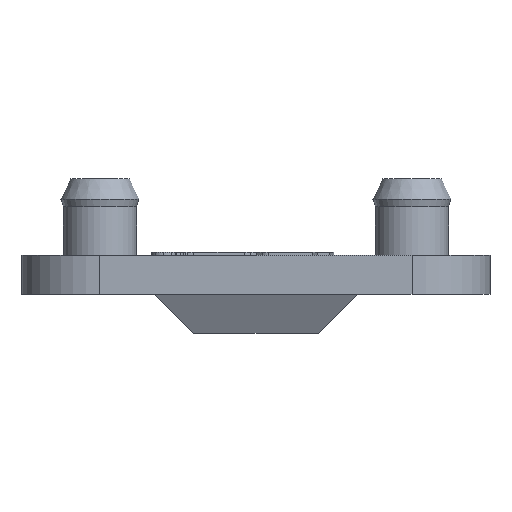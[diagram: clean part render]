
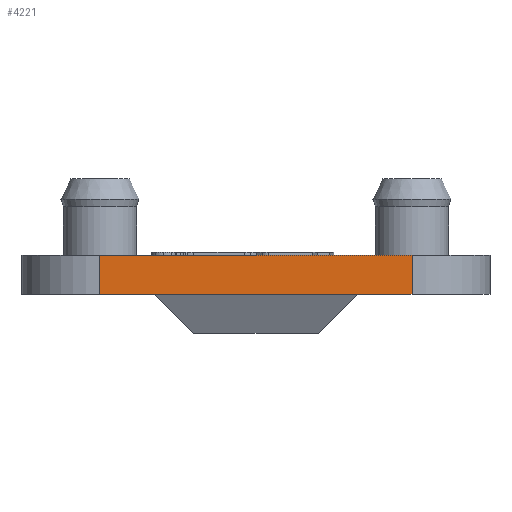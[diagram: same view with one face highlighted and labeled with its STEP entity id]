
A CAD part, left-side view. The second image highlights one B-rep face of the part: STEP entity #4221.
In plain terms, the highlighted planar face has unit normal (-1, 0, 0).
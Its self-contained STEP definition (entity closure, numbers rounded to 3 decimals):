
#129=LINE('',#5814,#389);
#195=LINE('',#6045,#455);
#204=LINE('',#6070,#464);
#205=LINE('',#6072,#465);
#389=VECTOR('',#4810,1000.);
#455=VECTOR('',#5022,1000.);
#464=VECTOR('',#5051,1000.);
#465=VECTOR('',#5054,1000.);
#928=ORIENTED_EDGE('',*,*,#1754,.F.);
#929=ORIENTED_EDGE('',*,*,#1753,.F.);
#930=ORIENTED_EDGE('',*,*,#1740,.F.);
#931=ORIENTED_EDGE('',*,*,#1637,.T.);
#1637=EDGE_CURVE('',#2088,#2086,#129,.T.);
#1740=EDGE_CURVE('',#2088,#2180,#195,.T.);
#1753=EDGE_CURVE('',#2180,#2185,#204,.T.);
#1754=EDGE_CURVE('',#2185,#2086,#205,.T.);
#2086=VERTEX_POINT('',#5812);
#2088=VERTEX_POINT('',#5815);
#2180=VERTEX_POINT('',#6046);
#2185=VERTEX_POINT('',#6069);
#2558=EDGE_LOOP('',(#928,#929,#930,#931));
#2760=FACE_BOUND('',#2558,.T.);
#2915=PLANE('',#4495);
#4221=ADVANCED_FACE('',(#2760),#2915,.T.);
#4495=AXIS2_PLACEMENT_3D('',#6071,#5052,#5053);
#4810=DIRECTION('',(0.,1.,0.));
#5022=DIRECTION('',(0.,0.,-1.));
#5051=DIRECTION('',(0.,1.,0.));
#5052=DIRECTION('',(-1.,0.,0.));
#5053=DIRECTION('',(0.,0.,1.));
#5054=DIRECTION('',(0.,0.,1.));
#5812=CARTESIAN_POINT('',(-9.,5.,1.25));
#5814=CARTESIAN_POINT('',(-9.,-7.5,1.25));
#5815=CARTESIAN_POINT('',(-9.,-5.,1.25));
#6045=CARTESIAN_POINT('',(-9.,-5.,0.));
#6046=CARTESIAN_POINT('',(-9.,-5.,0.));
#6069=CARTESIAN_POINT('',(-9.,5.,0.));
#6070=CARTESIAN_POINT('',(-9.,-7.5,0.));
#6071=CARTESIAN_POINT('',(-9.,-7.5,0.));
#6072=CARTESIAN_POINT('',(-9.,5.,0.));
